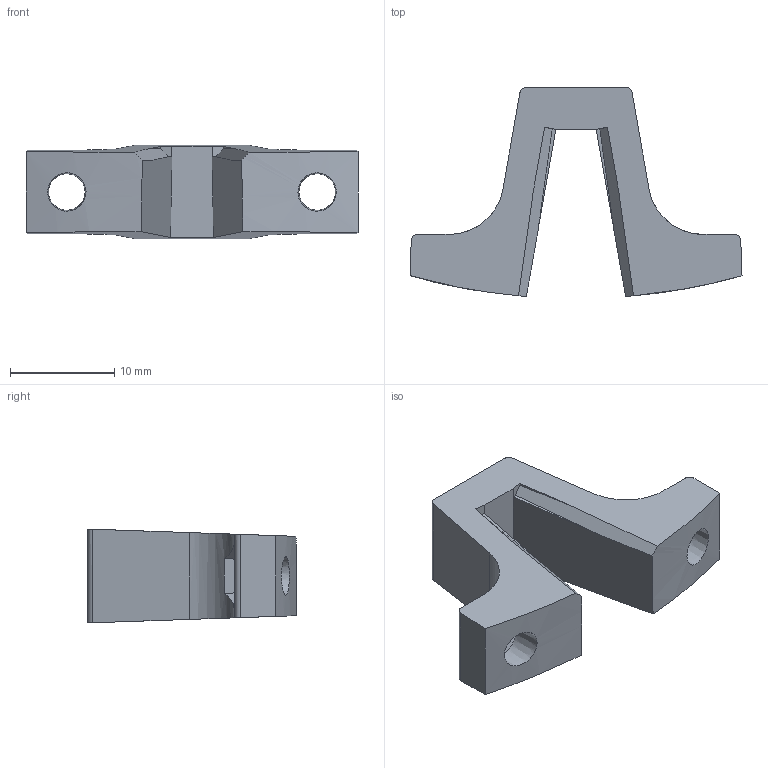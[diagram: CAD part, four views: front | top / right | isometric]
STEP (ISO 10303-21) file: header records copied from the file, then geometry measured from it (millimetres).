
FILE_DESCRIPTION(/* description */ ('STEP AP242','CAx-IF Rec.Pracs.---Representation and Presentation of Product Manufacturing Information (PMI)---4.0---2014-10-13','CAx-IF Rec.Pracs.---3D Tessellated Geometry---0.4---2014-09-14','2;1'),/* implementation_level */ '2;1');
FILE_NAME(/* name */ '6618555e6b66f90eb68493dd',/* time_stamp */ '2024-04-11T21:25:57Z',/* author */ (''),/* organization */ (''),/* preprocessor_version */ 'ST-DEVELOPER v20',/* originating_system */ ' ',/* authorisation */ ' ');
FILE_SCHEMA (('AP242_MANAGED_MODEL_BASED_3D_ENGINEERING_MIM_LF { 1 0 10303 442 1 1 4 }'));
Length unit declared in the file: metre
Products named in the file (1): Part 1
Bounding box: 31.81 x 20.03 x 9 mm (x, y, z)
Volume: 1865.8 mm3; surface area: 1576.1 mm2
Topology: 1 solids, 1 shells, 44 faces, 126 edges, 84 vertices
Faces by surface type: plane 34, cylinder 8, cone 2
Entity records: 1458 total; most frequent: CARTESIAN_POINT 269, ORIENTED_EDGE 244, DIRECTION 240, EDGE_CURVE 122, LINE 90, VECTOR 90, VERTEX_POINT 82, AXIS2_PLACEMENT_3D 75
